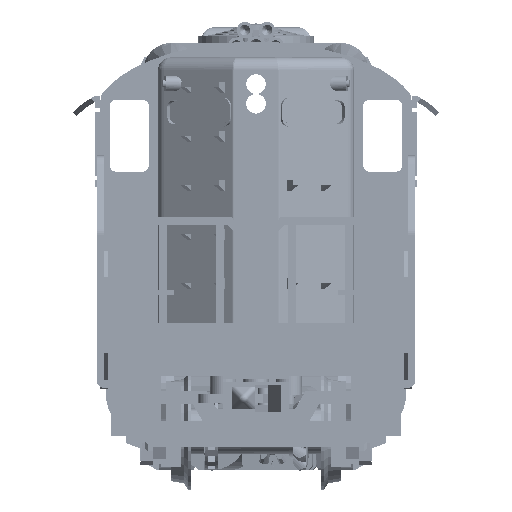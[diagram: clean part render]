
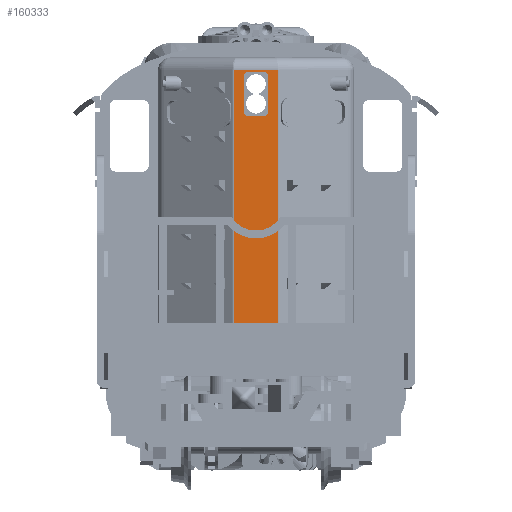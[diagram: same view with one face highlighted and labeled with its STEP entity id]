
A CAD part, front view. The second image highlights one B-rep face of the part: STEP entity #160333.
In plain terms, the highlighted planar face has unit normal (0, -1, 0).
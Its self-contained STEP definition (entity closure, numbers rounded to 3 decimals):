
#4686=FACE_BOUND('',#58204,.T.);
#14265=LINE('',#258087,#32947);
#18909=LINE('',#267845,#37591);
#19009=LINE('',#268148,#37691);
#19014=LINE('',#268163,#37696);
#19029=LINE('',#268201,#37711);
#19030=LINE('',#268204,#37712);
#19031=LINE('',#268206,#37713);
#19032=LINE('',#268210,#37714);
#32947=VECTOR('',#200215,10.);
#37591=VECTOR('',#208403,10.);
#37691=VECTOR('',#208655,10.);
#37696=VECTOR('',#208674,10.);
#37711=VECTOR('',#208699,10.);
#37712=VECTOR('',#208704,10.);
#37713=VECTOR('',#208705,10.);
#37714=VECTOR('',#208708,10.);
#48920=FACE_OUTER_BOUND('',#58203,.T.);
#58203=EDGE_LOOP('',(#137230,#137231,#137232,#137233));
#58204=EDGE_LOOP('',(#137234,#137235,#137236,#137237,#137238,#137239,#137240,
#137241));
#63162=CIRCLE('',#172870,0.8);
#63164=CIRCLE('',#172874,0.8);
#63188=CIRCLE('',#172962,0.8);
#63189=CIRCLE('',#172963,0.8);
#72053=VERTEX_POINT('',#258084);
#72054=VERTEX_POINT('',#258086);
#75258=VERTEX_POINT('',#267838);
#75259=VERTEX_POINT('',#267840);
#75260=VERTEX_POINT('',#267844);
#75263=VERTEX_POINT('',#267852);
#75336=VERTEX_POINT('',#268137);
#75340=VERTEX_POINT('',#268162);
#75348=VERTEX_POINT('',#268200);
#75349=VERTEX_POINT('',#268205);
#75350=VERTEX_POINT('',#268207);
#75351=VERTEX_POINT('',#268209);
#91639=EDGE_CURVE('',#72053,#72054,#14265,.T.);
#96384=EDGE_CURVE('',#75259,#75258,#63162,.F.);
#96386=EDGE_CURVE('',#75259,#75260,#18909,.T.);
#96390=EDGE_CURVE('',#75263,#75260,#63164,.F.);
#96514=EDGE_CURVE('',#75336,#72054,#19009,.T.);
#96521=EDGE_CURVE('',#75340,#75263,#19014,.T.);
#96536=EDGE_CURVE('',#75336,#75348,#19029,.T.);
#96538=EDGE_CURVE('',#75348,#72053,#19030,.T.);
#96539=EDGE_CURVE('',#75258,#75349,#19031,.T.);
#96540=EDGE_CURVE('',#75350,#75349,#63188,.F.);
#96541=EDGE_CURVE('',#75350,#75351,#19032,.T.);
#96542=EDGE_CURVE('',#75340,#75351,#63189,.F.);
#137230=ORIENTED_EDGE('',*,*,#91639,.F.);
#137231=ORIENTED_EDGE('',*,*,#96538,.F.);
#137232=ORIENTED_EDGE('',*,*,#96536,.F.);
#137233=ORIENTED_EDGE('',*,*,#96514,.T.);
#137234=ORIENTED_EDGE('',*,*,#96521,.T.);
#137235=ORIENTED_EDGE('',*,*,#96390,.T.);
#137236=ORIENTED_EDGE('',*,*,#96386,.F.);
#137237=ORIENTED_EDGE('',*,*,#96384,.T.);
#137238=ORIENTED_EDGE('',*,*,#96539,.T.);
#137239=ORIENTED_EDGE('',*,*,#96540,.F.);
#137240=ORIENTED_EDGE('',*,*,#96541,.T.);
#137241=ORIENTED_EDGE('',*,*,#96542,.F.);
#151861=PLANE('',#172961);
#160333=ADVANCED_FACE('',(#48920,#4686),#151861,.T.);
#172870=AXIS2_PLACEMENT_3D('',#267841,#208398,#208399);
#172874=AXIS2_PLACEMENT_3D('',#267853,#208410,#208411);
#172961=AXIS2_PLACEMENT_3D('',#268203,#208702,#208703);
#172962=AXIS2_PLACEMENT_3D('',#268208,#208706,#208707);
#172963=AXIS2_PLACEMENT_3D('',#268211,#208709,#208710);
#200215=DIRECTION('',(-1.,0.,0.));
#208398=DIRECTION('center_axis',(0.,-1.,0.));
#208399=DIRECTION('ref_axis',(-0.707,0.,0.707));
#208403=DIRECTION('',(0.,0.,-1.));
#208410=DIRECTION('center_axis',(0.,-1.,0.));
#208411=DIRECTION('ref_axis',(-0.707,0.,-0.707));
#208655=DIRECTION('',(0.,0.,-1.));
#208674=DIRECTION('',(-1.,0.,0.));
#208699=DIRECTION('',(1.,0.,0.));
#208702=DIRECTION('center_axis',(0.,-1.,0.));
#208703=DIRECTION('ref_axis',(1.,0.,0.));
#208704=DIRECTION('',(0.,0.,-1.));
#208705=DIRECTION('',(1.,0.,0.));
#208706=DIRECTION('center_axis',(0.,1.,0.));
#208707=DIRECTION('ref_axis',(0.707,0.,0.707));
#208708=DIRECTION('',(0.,0.,-1.));
#208709=DIRECTION('center_axis',(0.,1.,0.));
#208710=DIRECTION('ref_axis',(0.707,0.,-0.707));
#258084=CARTESIAN_POINT('',(3.375,-38.65,16.6));
#258086=CARTESIAN_POINT('',(-3.375,-38.65,16.6));
#258087=CARTESIAN_POINT('',(-1.75,-38.65,16.6));
#267838=CARTESIAN_POINT('',(-1.1,-38.65,55.));
#267840=CARTESIAN_POINT('',(-1.9,-38.65,54.2));
#267841=CARTESIAN_POINT('Origin',(-1.1,-38.65,54.2));
#267844=CARTESIAN_POINT('',(-1.9,-38.65,49.));
#267845=CARTESIAN_POINT('',(-1.9,-38.65,32.4));
#267852=CARTESIAN_POINT('',(-1.1,-38.65,48.2));
#267853=CARTESIAN_POINT('Origin',(-1.1,-38.65,49.));
#268137=CARTESIAN_POINT('',(-3.375,-38.65,55.2));
#268148=CARTESIAN_POINT('',(-3.375,-38.65,16.6));
#268162=CARTESIAN_POINT('',(1.1,-38.65,48.2));
#268163=CARTESIAN_POINT('',(-2.7,-38.65,48.2));
#268200=CARTESIAN_POINT('',(3.375,-38.65,55.2));
#268201=CARTESIAN_POINT('',(-1.75,-38.65,55.2));
#268203=CARTESIAN_POINT('Origin',(-3.5,-38.65,16.6));
#268204=CARTESIAN_POINT('',(3.375,-38.65,16.6));
#268205=CARTESIAN_POINT('',(1.1,-38.65,55.));
#268206=CARTESIAN_POINT('',(-0.8,-38.65,55.));
#268207=CARTESIAN_POINT('',(1.9,-38.65,54.2));
#268208=CARTESIAN_POINT('Origin',(1.1,-38.65,54.2));
#268209=CARTESIAN_POINT('',(1.9,-38.65,49.));
#268210=CARTESIAN_POINT('',(1.9,-38.65,32.4));
#268211=CARTESIAN_POINT('Origin',(1.1,-38.65,49.));
